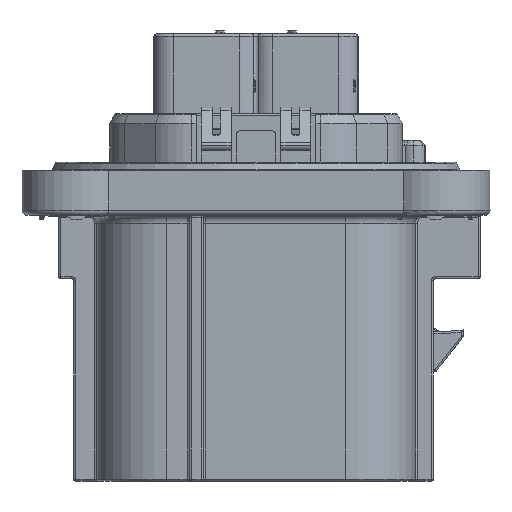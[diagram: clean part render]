
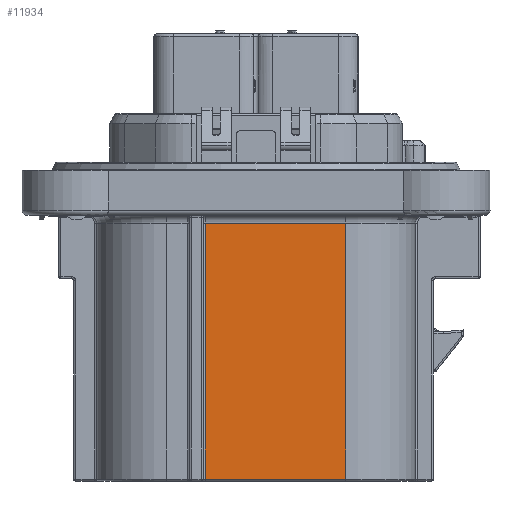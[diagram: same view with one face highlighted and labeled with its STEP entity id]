
A CAD part, left-side view. The second image highlights one B-rep face of the part: STEP entity #11934.
In plain terms, the highlighted planar face has unit normal (-1, 0, 0).
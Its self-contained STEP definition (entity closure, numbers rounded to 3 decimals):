
#2023 = CARTESIAN_POINT ( 'NONE',  ( -31.602, -0.571, 51.107 ) ) ;
#4809 = ORIENTED_EDGE ( 'NONE', *, *, #81043, .T. ) ;
#6725 = VECTOR ( 'NONE', #56502, 1000. ) ;
#11934 = ADVANCED_FACE ( 'NONE', ( #55364 ), #83187, .F. ) ;
#15137 = DIRECTION ( 'NONE',  ( 1., 0., 0. ) ) ;
#30347 = DIRECTION ( 'NONE',  ( 0., 1., 0. ) ) ;
#38143 = EDGE_LOOP ( 'NONE', ( #160030, #168241, #4809, #86856 ) ) ;
#42410 = VECTOR ( 'NONE', #48546, 1000. ) ;
#48546 = DIRECTION ( 'NONE',  ( 0., -1., 0. ) ) ;
#55364 = FACE_OUTER_BOUND ( 'NONE', #38143, .T. ) ;
#56502 = DIRECTION ( 'NONE',  ( 0., 0., -1. ) ) ;
#59834 = EDGE_CURVE ( 'NONE', #130930, #158227, #149239, .T. ) ;
#67153 = VECTOR ( 'NONE', #98226, 1000. ) ;
#81043 = EDGE_CURVE ( 'NONE', #123317, #84180, #116605, .T. ) ;
#83187 = PLANE ( 'NONE',  #101285 ) ;
#84180 = VERTEX_POINT ( 'NONE', #164918 ) ;
#86856 = ORIENTED_EDGE ( 'NONE', *, *, #168267, .F. ) ;
#96802 = LINE ( 'NONE', #2023, #6725 ) ;
#98226 = DIRECTION ( 'NONE',  ( 0., 1., 0. ) ) ;
#100025 = CARTESIAN_POINT ( 'NONE',  ( -31.602, -14.671, 51.107 ) ) ;
#101285 = AXIS2_PLACEMENT_3D ( 'NONE', #137649, #15137, #30347 ) ;
#102197 = EDGE_CURVE ( 'NONE', #158227, #123317, #96802, .T. ) ;
#103265 = CARTESIAN_POINT ( 'NONE',  ( -31.602, -14.671, 50.307 ) ) ;
#111703 = CARTESIAN_POINT ( 'NONE',  ( -31.602, -0.371, 50.307 ) ) ;
#116605 = LINE ( 'NONE', #140693, #42410 ) ;
#123317 = VERTEX_POINT ( 'NONE', #169326 ) ;
#126990 = VECTOR ( 'NONE', #164380, 1000. ) ;
#130930 = VERTEX_POINT ( 'NONE', #103265 ) ;
#135920 = CARTESIAN_POINT ( 'NONE',  ( -31.602, -0.571, 50.307 ) ) ;
#137649 = CARTESIAN_POINT ( 'NONE',  ( -31.602, 3.329, 51.107 ) ) ;
#138466 = LINE ( 'NONE', #100025, #126990 ) ;
#140693 = CARTESIAN_POINT ( 'NONE',  ( -31.602, 3.329, 24.607 ) ) ;
#149239 = LINE ( 'NONE', #111703, #67153 ) ;
#158227 = VERTEX_POINT ( 'NONE', #135920 ) ;
#160030 = ORIENTED_EDGE ( 'NONE', *, *, #59834, .T. ) ;
#164380 = DIRECTION ( 'NONE',  ( 0., 0., -1. ) ) ;
#164918 = CARTESIAN_POINT ( 'NONE',  ( -31.602, -14.671, 24.607 ) ) ;
#168241 = ORIENTED_EDGE ( 'NONE', *, *, #102197, .T. ) ;
#168267 = EDGE_CURVE ( 'NONE', #130930, #84180, #138466, .T. ) ;
#169326 = CARTESIAN_POINT ( 'NONE',  ( -31.602, -0.571, 24.607 ) ) ;
